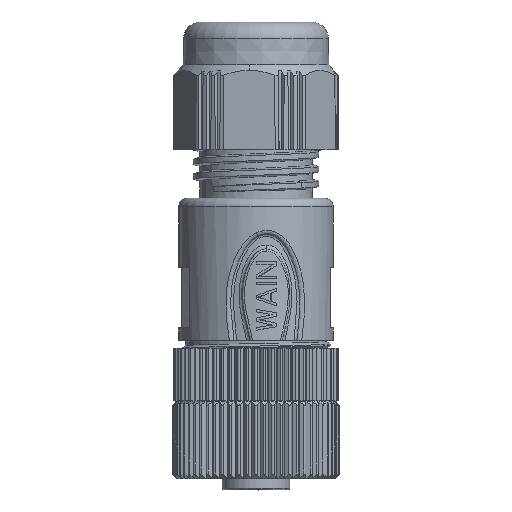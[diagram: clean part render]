
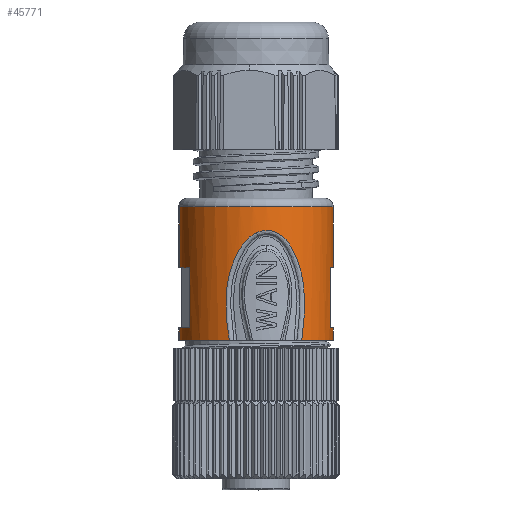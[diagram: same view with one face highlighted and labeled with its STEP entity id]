
A CAD part, top view. The second image highlights one B-rep face of the part: STEP entity #45771.
In plain terms, the highlighted cylindrical face has radius 9.25 mm (diameter 18.5 mm), a partial arc.
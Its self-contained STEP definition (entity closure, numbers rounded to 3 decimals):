
#14126=CARTESIAN_POINT('',(-3.197,7.3,
8.68));
#14185=CARTESIAN_POINT('',(5.47,7.3,7.459));
#14187=CARTESIAN_POINT('',(0.,7.3,0.));
#14188=DIRECTION('',(0.,1.,0.));
#14189=DIRECTION('',(0.591,0.,0.806));
#14190=AXIS2_PLACEMENT_3D('',#14187,#14188,#14189);
#14271=CARTESIAN_POINT('',(0.,7.3,0.));
#14272=DIRECTION('',(0.,1.,0.));
#14273=DIRECTION('',(-0.99,0.,0.139));
#14274=AXIS2_PLACEMENT_3D('',#14271,#14272,#14273);
#14297=DIRECTION('',(0.,1.,0.));
#14298=VECTOR('',#14297,7.2);
#14299=CARTESIAN_POINT('',(-7.909,8.8,4.796));
#14300=LINE('',#14299,#14298);
#14301=DIRECTION('',(0.,-1.,0.));
#14302=VECTOR('',#14301,7.3);
#14303=CARTESIAN_POINT('',(9.16,23.3,-1.287));
#14304=LINE('',#14303,#14302);
#14305=DIRECTION('',(0.,-1.,0.));
#14306=VECTOR('',#14305,7.2);
#14307=CARTESIAN_POINT('',(8.925,16.,2.43));
#14308=LINE('',#14307,#14306);
#14309=DIRECTION('',(0.,-1.,0.));
#14310=VECTOR('',#14309,1.5);
#14311=CARTESIAN_POINT('',(9.16,8.8,-1.287));
#14312=LINE('',#14311,#14310);
#14313=CARTESIAN_POINT('',(0.071,20.187,
9.25));
#14314=CARTESIAN_POINT('',(-0.025,20.144,
9.25));
#14315=CARTESIAN_POINT('',(-0.222,20.044,
9.249));
#14316=CARTESIAN_POINT('',(-0.521,19.85,
9.237));
#14317=CARTESIAN_POINT('',(-0.832,19.6,
9.214));
#14318=CARTESIAN_POINT('',(-1.152,19.286,
9.18));
#14319=CARTESIAN_POINT('',(-1.481,18.896,
9.133));
#14320=CARTESIAN_POINT('',(-1.816,18.424,
9.072));
#14321=CARTESIAN_POINT('',(-2.152,17.862,
8.998));
#14322=CARTESIAN_POINT('',(-2.493,17.2,
8.91));
#14323=CARTESIAN_POINT('',(-2.822,16.441,
8.811));
#14324=CARTESIAN_POINT('',(-3.095,15.644,
8.718));
#14325=CARTESIAN_POINT('',(-3.305,14.827,
8.64));
#14326=CARTESIAN_POINT('',(-3.461,13.953,
8.578));
#14327=CARTESIAN_POINT('',(-3.567,12.959,
8.535));
#14328=CARTESIAN_POINT('',(-3.61,11.814,
8.516));
#14329=CARTESIAN_POINT('',(-3.577,10.504,
8.531));
#14330=CARTESIAN_POINT('',(-3.452,9.017,
8.583));
#14331=CARTESIAN_POINT('',(-3.295,7.893,
8.644));
#14332=CARTESIAN_POINT('',(-3.197,7.3,
8.68));
#14338=DIRECTION('',(0.,-1.,0.));
#14339=VECTOR('',#14338,7.3);
#14340=CARTESIAN_POINT('',(-9.16,23.3,1.287));
#14341=LINE('',#14340,#14339);
#14346=DIRECTION('',(0.,-1.,0.));
#14347=VECTOR('',#14346,1.5);
#14348=CARTESIAN_POINT('',(-9.16,8.8,1.287));
#14349=LINE('',#14348,#14347);
#14384=CARTESIAN_POINT('',(0.,8.8,0.));
#14385=DIRECTION('',(0.,-1.,0.));
#14386=DIRECTION('',(0.99,0.,-0.139));
#14387=AXIS2_PLACEMENT_3D('',#14384,#14385,#14386);
#14402=CARTESIAN_POINT('',(0.,16.,0.));
#14403=DIRECTION('',(0.,1.,0.));
#14404=DIRECTION('',(0.965,0.,0.263));
#14405=AXIS2_PLACEMENT_3D('',#14402,#14403,#14404);
#14452=CARTESIAN_POINT('',(0.,23.3,0.));
#14453=DIRECTION('',(0.,-1.,0.));
#14454=DIRECTION('',(0.99,0.,-0.139));
#14455=AXIS2_PLACEMENT_3D('',#14452,#14453,#14454);
#14457=CARTESIAN_POINT('',(0.,23.3,0.));
#14458=DIRECTION('',(0.,-1.,0.));
#14459=DIRECTION('',(0.991,0.,-0.132));
#14460=AXIS2_PLACEMENT_3D('',#14457,#14458,#14459);
#21646=CARTESIAN_POINT('',(0.,16.,0.));
#21647=DIRECTION('',(0.,1.,0.));
#21648=DIRECTION('',(-0.99,0.,0.139));
#21649=AXIS2_PLACEMENT_3D('',#21646,#21647,#21648);
#21664=CARTESIAN_POINT('',(0.,8.8,0.));
#21665=DIRECTION('',(0.,-1.,0.));
#21666=DIRECTION('',(-0.855,0.,0.518));
#21667=AXIS2_PLACEMENT_3D('',#21664,#21665,#21666);
#22401=CARTESIAN_POINT('',(0.071,20.187,
9.25));
#22402=CARTESIAN_POINT('',(0.155,20.225,
9.249));
#22403=CARTESIAN_POINT('',(0.331,20.295,
9.246));
#22404=CARTESIAN_POINT('',(0.627,20.378,
9.23));
#22405=CARTESIAN_POINT('',(0.942,20.429,
9.204));
#22406=CARTESIAN_POINT('',(1.264,20.447,9.165));
#22407=CARTESIAN_POINT('',(1.584,20.434,9.115));
#22408=CARTESIAN_POINT('',(1.894,20.388,9.056));
#22409=CARTESIAN_POINT('',(2.187,20.31,8.989));
#22410=CARTESIAN_POINT('',(2.466,20.201,8.917));
#22411=CARTESIAN_POINT('',(2.748,20.054,8.834));
#22412=CARTESIAN_POINT('',(3.036,19.859,8.739));
#22413=CARTESIAN_POINT('',(3.328,19.612,8.632));
#22414=CARTESIAN_POINT('',(3.628,19.3,8.511));
#22415=CARTESIAN_POINT('',(3.934,18.909,8.374));
#22416=CARTESIAN_POINT('',(4.24,18.437,8.224));
#22417=CARTESIAN_POINT('',(4.544,17.874,8.06));
#22418=CARTESIAN_POINT('',(4.847,17.211,7.881));
#22419=CARTESIAN_POINT('',(5.137,16.447,7.694));
#22420=CARTESIAN_POINT('',(5.379,15.632,7.526));
#22421=CARTESIAN_POINT('',(5.565,14.788,7.39));
#22422=CARTESIAN_POINT('',(5.7,13.897,7.286));
#22423=CARTESIAN_POINT('',(5.788,12.9,7.216));
#22424=CARTESIAN_POINT('',(5.821,11.766,7.188));
#22425=CARTESIAN_POINT('',(5.789,10.464,7.215));
#22426=CARTESIAN_POINT('',(5.678,8.988,7.303));
#22427=CARTESIAN_POINT('',(5.548,7.883,7.402));
#22428=CARTESIAN_POINT('',(5.47,7.3,7.459));
#25771=VERTEX_POINT('',#14126);
#25785=VERTEX_POINT('',#14185);
#25786=CARTESIAN_POINT('',(9.16,7.3,-1.287));
#25787=VERTEX_POINT('',#25786);
#25804=CARTESIAN_POINT('',(-9.16,7.3,1.287));
#25805=VERTEX_POINT('',#25804);
#25810=VERTEX_POINT('',#14313);
#25812=CARTESIAN_POINT('',(-9.16,8.8,1.287));
#25813=VERTEX_POINT('',#25812);
#25814=CARTESIAN_POINT('',(-7.909,8.8,4.796));
#25815=VERTEX_POINT('',#25814);
#25816=CARTESIAN_POINT('',(-7.909,16.,4.796));
#25817=VERTEX_POINT('',#25816);
#25818=CARTESIAN_POINT('',(-9.16,16.,1.287));
#25819=VERTEX_POINT('',#25818);
#25820=CARTESIAN_POINT('',(-9.16,23.3,1.287));
#25821=VERTEX_POINT('',#25820);
#25822=CARTESIAN_POINT('',(9.169,23.3,-1.224));
#25823=VERTEX_POINT('',#25822);
#25824=CARTESIAN_POINT('',(9.16,23.3,-1.287));
#25825=VERTEX_POINT('',#25824);
#25826=CARTESIAN_POINT('',(9.16,16.,-1.287));
#25827=VERTEX_POINT('',#25826);
#25828=CARTESIAN_POINT('',(8.925,16.,2.43));
#25829=VERTEX_POINT('',#25828);
#25830=CARTESIAN_POINT('',(8.925,8.8,2.43));
#25831=VERTEX_POINT('',#25830);
#25832=CARTESIAN_POINT('',(9.16,8.8,-1.287));
#25833=VERTEX_POINT('',#25832);
#45735=CARTESIAN_POINT('',(0.,1.2,0.));
#45736=DIRECTION('',(0.,1.,0.));
#45737=DIRECTION('',(0.99,0.,-0.139));
#45738=AXIS2_PLACEMENT_3D('',#45735,#45736,#45737);
#45739=CYLINDRICAL_SURFACE('',#45738,9.25);
#45740=ORIENTED_EDGE('',*,*,#45555,.F.);
#45742=ORIENTED_EDGE('',*,*,#45741,.F.);
#45744=ORIENTED_EDGE('',*,*,#45743,.F.);
#45746=ORIENTED_EDGE('',*,*,#45745,.T.);
#45748=ORIENTED_EDGE('',*,*,#45747,.F.);
#45750=ORIENTED_EDGE('',*,*,#45749,.F.);
#45752=ORIENTED_EDGE('',*,*,#45751,.F.);
#45754=ORIENTED_EDGE('',*,*,#45753,.F.);
#45756=ORIENTED_EDGE('',*,*,#45755,.T.);
#45758=ORIENTED_EDGE('',*,*,#45757,.F.);
#45760=ORIENTED_EDGE('',*,*,#45759,.T.);
#45762=ORIENTED_EDGE('',*,*,#45761,.F.);
#45764=ORIENTED_EDGE('',*,*,#45763,.T.);
#45765=ORIENTED_EDGE('',*,*,#45527,.F.);
#45767=ORIENTED_EDGE('',*,*,#45766,.F.);
#45768=ORIENTED_EDGE('',*,*,#45725,.T.);
#45769=EDGE_LOOP('',(#45740,#45742,#45744,#45746,#45748,#45750,#45752,#45754,
#45756,#45758,#45760,#45762,#45764,#45765,#45767,#45768));
#45770=FACE_OUTER_BOUND('',#45769,.F.);
#45771=ADVANCED_FACE('',(#45770),#45739,.T.);
#14191=CIRCLE('',#14190,9.25);
#14275=CIRCLE('',#14274,9.25);
#14333=B_SPLINE_CURVE_WITH_KNOTS('',3,(#14313,#14314,#14315,#14316,#14317,
#14318,#14319,#14320,#14321,#14322,#14323,#14324,#14325,#14326,#14327,#14328,
#14329,#14330,#14331,#14332),.UNSPECIFIED.,.F.,.F.,(4,1,1,1,1,1,1,1,1,1,1,1,1,1,
1,1,1,4),(0.,0.059,0.118,0.176,
0.235,0.294,0.353,0.412,
0.471,0.529,0.588,0.647,
0.706,0.765,0.824,0.882,
0.941,1.),.UNSPECIFIED.);
#14388=CIRCLE('',#14387,9.25);
#14406=CIRCLE('',#14405,9.25);
#14456=CIRCLE('',#14455,9.25);
#14461=CIRCLE('',#14460,9.25);
#21650=CIRCLE('',#21649,9.25);
#21668=CIRCLE('',#21667,9.25);
#22429=B_SPLINE_CURVE_WITH_KNOTS('',3,(#22401,#22402,#22403,#22404,#22405,
#22406,#22407,#22408,#22409,#22410,#22411,#22412,#22413,#22414,#22415,#22416,
#22417,#22418,#22419,#22420,#22421,#22422,#22423,#22424,#22425,#22426,#22427,
#22428),.UNSPECIFIED.,.F.,.F.,(4,1,1,1,1,1,1,1,1,1,1,1,1,1,1,1,1,1,1,1,1,1,1,1,
1,4),(0.,0.04,0.08,0.12,0.16,0.2,0.24,0.28,0.32,0.36,0.4,
0.44,0.48,0.52,0.56,0.6,0.64,0.68,0.72,0.76,0.8,0.84,
0.88,0.92,0.96,1.),.UNSPECIFIED.);
#45527=EDGE_CURVE('',#25785,#25787,#14191,.T.);
#45555=EDGE_CURVE('',#25805,#25771,#14275,.T.);
#45725=EDGE_CURVE('',#25810,#25771,#14333,.T.);
#45741=EDGE_CURVE('',#25813,#25805,#14349,.T.);
#45743=EDGE_CURVE('',#25815,#25813,#21668,.T.);
#45745=EDGE_CURVE('',#25815,#25817,#14300,.T.);
#45747=EDGE_CURVE('',#25819,#25817,#21650,.T.);
#45749=EDGE_CURVE('',#25821,#25819,#14341,.T.);
#45751=EDGE_CURVE('',#25823,#25821,#14461,.T.);
#45753=EDGE_CURVE('',#25825,#25823,#14456,.T.);
#45755=EDGE_CURVE('',#25825,#25827,#14304,.T.);
#45757=EDGE_CURVE('',#25829,#25827,#14406,.T.);
#45759=EDGE_CURVE('',#25829,#25831,#14308,.T.);
#45761=EDGE_CURVE('',#25833,#25831,#14388,.T.);
#45763=EDGE_CURVE('',#25833,#25787,#14312,.T.);
#45766=EDGE_CURVE('',#25810,#25785,#22429,.T.);
